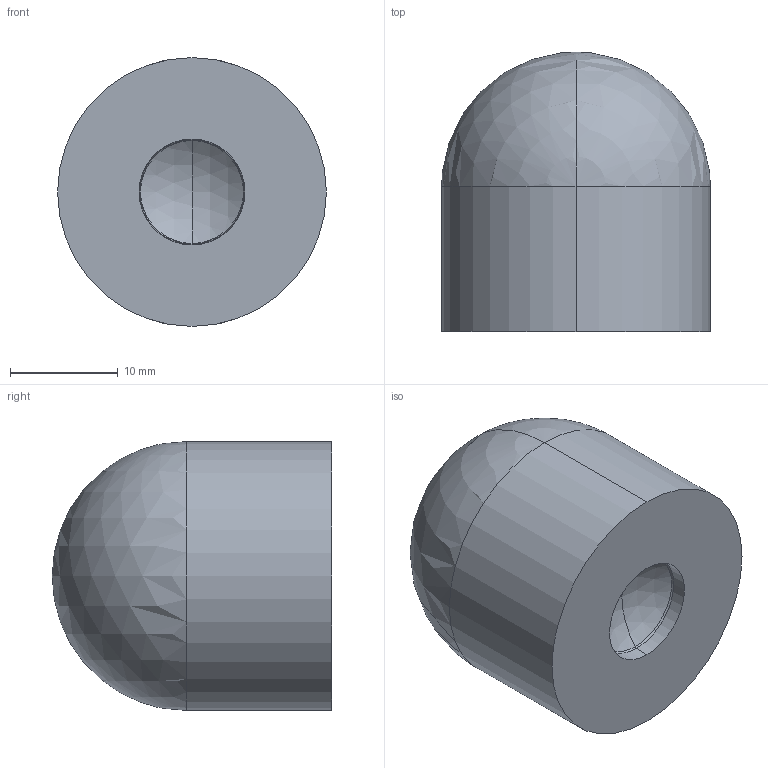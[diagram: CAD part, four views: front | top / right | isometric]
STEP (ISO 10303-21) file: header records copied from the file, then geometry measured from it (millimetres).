
FILE_DESCRIPTION((''),'2;1');
FILE_NAME('GEL_0MM','2024-10-29T14:00:48',('krynock'),('Meta, INC'),'CREO PARAMETRIC BY PTC INC, 2024133','CREO PARAMETRIC BY PTC INC, 2024133','');
FILE_SCHEMA(('AUTOMOTIVE_DESIGN { 1 0 10303 214 1 1 1 1 }'));
Length unit declared in the file: millimetre
Products named in the file (1): GEL_0MM
Bounding box: 25 x 26 x 25 mm (x, y, z)
Volume: 10534.8 mm3; surface area: 2586.9 mm2
Topology: 1 solids, 1 shells, 11 faces, 24 edges, 12 vertices
Faces by surface type: sphere 4, cylinder 2, cone 2, torus 2, plane 1
Entity records: 697 total; most frequent: DIRECTION 84, CARTESIAN_POINT 62, COLOUR_RGB 44, ORIENTED_EDGE 40, AXIS2_PLACEMENT_3D 37, PROPERTY_DEFINITION 32, REPRESENTATION 31, PROPERTY_DEFINITION_REPRESENTATION 31
